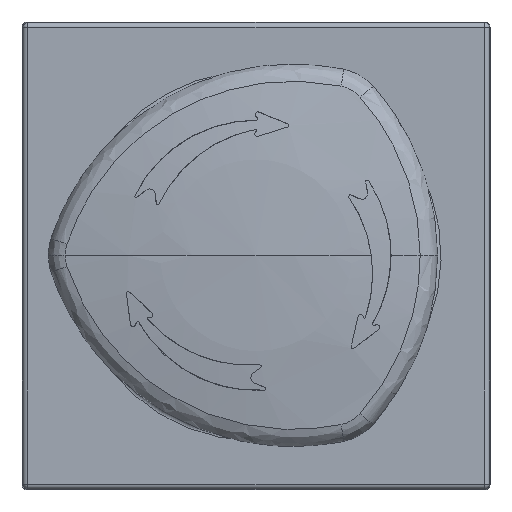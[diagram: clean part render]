
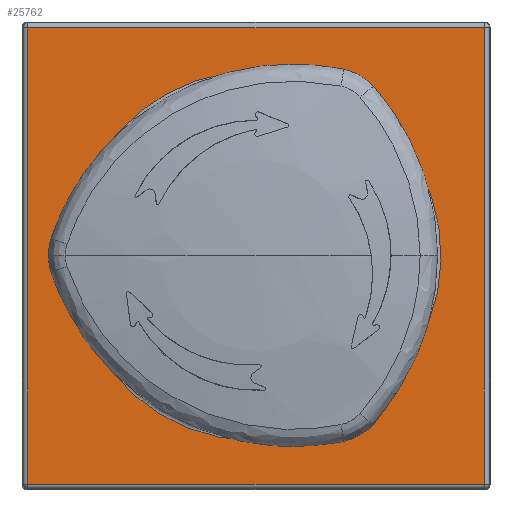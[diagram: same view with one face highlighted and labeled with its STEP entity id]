
A CAD part, top view. The second image highlights one B-rep face of the part: STEP entity #25762.
In plain terms, the highlighted planar face has unit normal (0, 0, 1).
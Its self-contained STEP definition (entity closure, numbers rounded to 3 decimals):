
#25630=AXIS2_PLACEMENT_3D('Circle Axis2P3D',#25628,#25629,$) ;
#25661=AXIS2_PLACEMENT_3D('Circle Axis2P3D',#25659,#25660,$) ;
#25722=AXIS2_PLACEMENT_3D('Plane Axis2P3D',#25719,#25720,#25721) ;
#25628=CARTESIAN_POINT('Axis2P3D Location',(0.,0.,138.897)) ;
#25632=CARTESIAN_POINT('Vertex',(15.634,8.541,138.897)) ;
#25634=CARTESIAN_POINT('Vertex',(-15.634,-8.541,138.897)) ;
#25659=CARTESIAN_POINT('Axis2P3D Location',(0.,0.,138.897)) ;
#25719=CARTESIAN_POINT('Axis2P3D Location',(0.,0.,138.897)) ;
#25724=CARTESIAN_POINT('Line Origine',(0.,21.968,138.897)) ;
#25728=CARTESIAN_POINT('Vertex',(21.968,21.968,138.897)) ;
#25730=CARTESIAN_POINT('Vertex',(-21.968,21.968,138.897)) ;
#25733=CARTESIAN_POINT('Line Origine',(-21.968,0.,138.897)) ;
#25737=CARTESIAN_POINT('Vertex',(-21.968,-21.968,138.897)) ;
#25740=CARTESIAN_POINT('Line Origine',(0.,-21.968,138.897)) ;
#25744=CARTESIAN_POINT('Vertex',(21.968,-21.968,138.897)) ;
#25747=CARTESIAN_POINT('Line Origine',(21.968,0.,138.897)) ;
#25629=DIRECTION('Axis2P3D Direction',(-0.,0.,1.)) ;
#25660=DIRECTION('Axis2P3D Direction',(0.,-0.,1.)) ;
#25720=DIRECTION('Axis2P3D Direction',(0.,0.,1.)) ;
#25721=DIRECTION('Axis2P3D XDirection',(1.,0.,0.)) ;
#25725=DIRECTION('Vector Direction',(1.,0.,0.)) ;
#25734=DIRECTION('Vector Direction',(0.,-1.,0.)) ;
#25741=DIRECTION('Vector Direction',(-1.,0.,0.)) ;
#25748=DIRECTION('Vector Direction',(0.,1.,0.)) ;
#25726=VECTOR('Line Direction',#25725,1.) ;
#25735=VECTOR('Line Direction',#25734,1.) ;
#25742=VECTOR('Line Direction',#25741,1.) ;
#25749=VECTOR('Line Direction',#25748,1.) ;
#25753=ORIENTED_EDGE('',*,*,#25732,.T.) ;
#25754=ORIENTED_EDGE('',*,*,#25739,.T.) ;
#25755=ORIENTED_EDGE('',*,*,#25746,.T.) ;
#25756=ORIENTED_EDGE('',*,*,#25751,.T.) ;
#25759=ORIENTED_EDGE('',*,*,#25663,.F.) ;
#25760=ORIENTED_EDGE('',*,*,#25636,.F.) ;
#25761=FACE_BOUND('',#25758,.T.) ;
#25762=ADVANCED_FACE('0090R29.1\\0090R29.1\\SOCLE',(#25757,#25761),#25723,.T.) ;
#25631=CIRCLE('generated circle',#25630,17.815) ;
#25662=CIRCLE('generated circle',#25661,17.815) ;
#25636=EDGE_CURVE('',#25633,#25635,#25631,.T.) ;
#25663=EDGE_CURVE('',#25635,#25633,#25662,.T.) ;
#25732=EDGE_CURVE('',#25729,#25731,#25727,.F.) ;
#25739=EDGE_CURVE('',#25731,#25738,#25736,.T.) ;
#25746=EDGE_CURVE('',#25738,#25745,#25743,.F.) ;
#25751=EDGE_CURVE('',#25745,#25729,#25750,.T.) ;
#25752=EDGE_LOOP('',(#25753,#25754,#25755,#25756)) ;
#25758=EDGE_LOOP('',(#25759,#25760)) ;
#25757=FACE_OUTER_BOUND('',#25752,.T.) ;
#25727=LINE('Line',#25724,#25726) ;
#25736=LINE('Line',#25733,#25735) ;
#25743=LINE('Line',#25740,#25742) ;
#25750=LINE('Line',#25747,#25749) ;
#25723=PLANE('',#25722) ;
#25633=VERTEX_POINT('',#25632) ;
#25635=VERTEX_POINT('',#25634) ;
#25729=VERTEX_POINT('',#25728) ;
#25731=VERTEX_POINT('',#25730) ;
#25738=VERTEX_POINT('',#25737) ;
#25745=VERTEX_POINT('',#25744) ;
